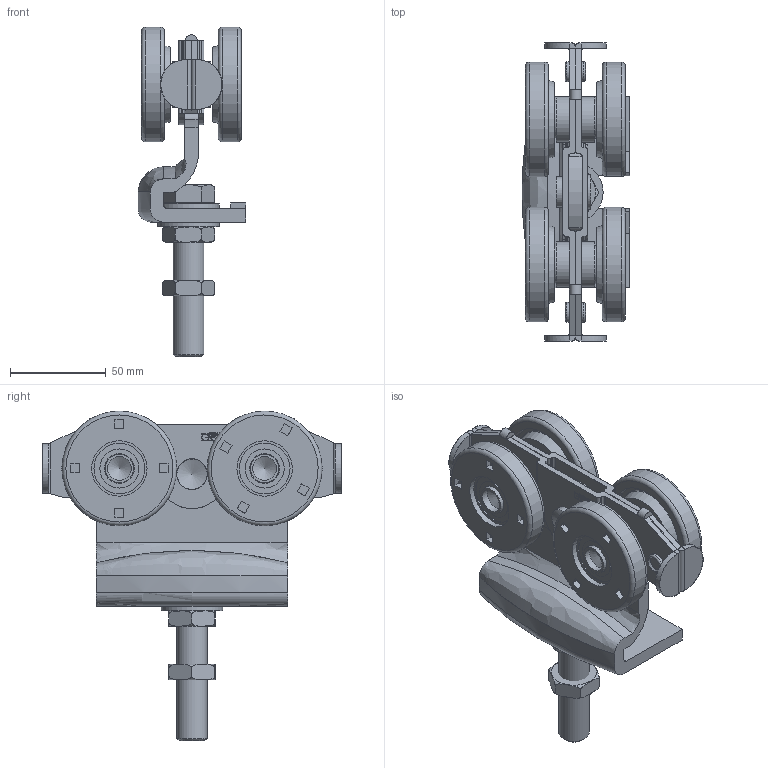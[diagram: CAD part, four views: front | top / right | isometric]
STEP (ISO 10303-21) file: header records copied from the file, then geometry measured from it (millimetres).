
FILE_DESCRIPTION(/* description */ (''),/* implementation_level */ '2;1');
FILE_NAME(/* name */ '9262N.stp',/* time_stamp */ '2024-10-03T11:33:06+02:00',/* author */ ('DOMINIQUE'),/* organization */ (''),/* preprocessor_version */ 'ST-DEVELOPER v18.1',/* originating_system */ 'Autodesk Inventor 2021',/* authorisation */ '');
FILE_SCHEMA (('AUTOMOTIVE_DESIGN { 1 0 10303 214 3 1 1 }'));
Length unit declared in the file: millimetre
Products named in the file (13): 9262N; 39252; 15709; 15210; 15180; 16448; GALB60N; 17130; 09095; 16447; 04552; 15745; 06016
Assembly tree (22 placements, depth 3):
  9262N
    39252
      15709
      15210
      15180  x2
    16448  x2
    16447  x4
    GALB60N  x4
      17130
      09095
    04552
    15745  x2
    06016  x2
Bounding box: 56.35 x 156 x 172.5 mm (x, y, z)
Volume: 318528.2 mm3; surface area: 162738.8 mm2
Topology: 23 solids, 27 shells, 1081 faces, 2870 edges, 1881 vertices
Faces by surface type: plane 567, cylinder 253, torus 106, bspline 83, cone 44, sphere 28
Full cylindrical faces by diameter (mm): 1.342 x2, 1.458 x2, 5.2 x8, 10.4 x4, 12.5 x4, 13.835 x2, 14.8 x4, 15 x4, 15.2 x4, 15.8 x1, 16 x1, 16.2 x4, 16.3 x1, 17 x2, 18 x1, 20 x4, 20.44 x16, 22 x1, 24 x4, 26.56 x16, 29 x8, 32 x10, 48 x4, 60 x4
Entity records: 16884 total; most frequent: CARTESIAN_POINT 4597, ORIENTED_EDGE 2526, DIRECTION 2318, EDGE_CURVE 1263, VERTEX_POINT 837, AXIS2_PLACEMENT_3D 792, LINE 734, VECTOR 734
